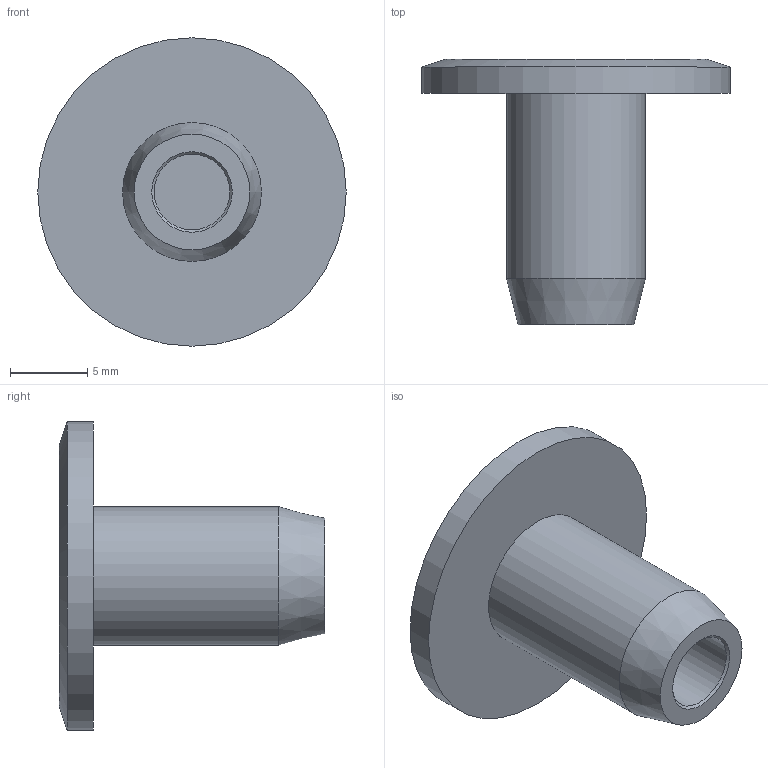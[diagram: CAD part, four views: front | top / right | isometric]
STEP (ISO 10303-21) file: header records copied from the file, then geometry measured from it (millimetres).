
FILE_DESCRIPTION(/* description */ (''),/* implementation_level */ '2;1');
FILE_NAME(/* name */ 'Huelsenmutter_M6.stp',/* time_stamp */ '2014-12-03T22:47:20+01:00',/* author */ ('Stefan'),/* organization */ (''),/* preprocessor_version */ 'ST-DEVELOPER v15.6',/* originating_system */ 'Autodesk Inventor 2015',/* authorisation */ '');
FILE_SCHEMA (('CONFIG_CONTROL_DESIGN'));
Length unit declared in the file: millimetre
Products named in the file (1): Huelsenmutter_M6
Bounding box: 20 x 17.2 x 20 mm (x, y, z)
Volume: 1262 mm3; surface area: 1405.1 mm2
Topology: 1 solids, 1 shells, 47 faces, 93 edges, 51 vertices
Faces by surface type: cylinder 21, plane 11, sphere 6, torus 6, cone 3
Full cylindrical faces by diameter (mm): 4.917 x1, 9 x1, 20 x1
Entity records: 1188 total; most frequent: DIRECTION 234, CARTESIAN_POINT 186, ORIENTED_EDGE 174, AXIS2_PLACEMENT_3D 99, EDGE_CURVE 87, EDGE_LOOP 56, CIRCLE 51, VERTEX_POINT 51
